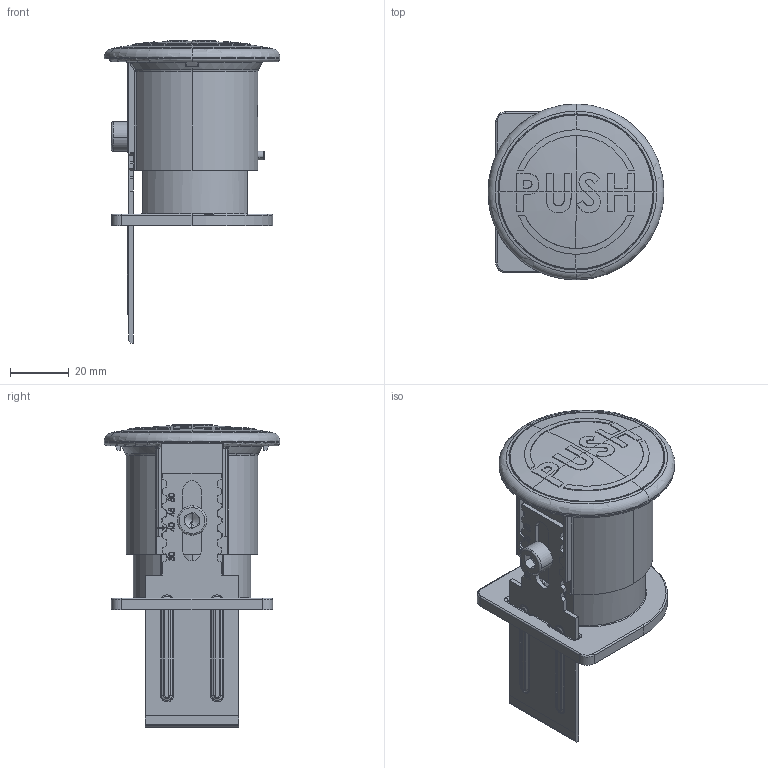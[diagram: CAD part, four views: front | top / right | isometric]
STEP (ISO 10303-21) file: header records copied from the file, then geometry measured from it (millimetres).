
FILE_DESCRIPTION (( 'STEP AP203' ), '1' );
FILE_NAME ('151156.step', '2021-06-03T16:29:12', ( '' ), ( '' ), 'SwSTEP 2.0', 'SolidWorks 2021', '' );
FILE_SCHEMA (( 'CONFIG_CONTROL_DESIGN' ));
Length unit declared in the file: millimetre
Products named in the file (1): 151156
Bounding box: 60 x 60 x 103.42 mm (x, y, z)
Volume: 48741.2 mm3; surface area: 44943.2 mm2
Topology: 6 solids, 6 shells, 1483 faces, 3740 edges, 2289 vertices
Faces by surface type: plane 418, cylinder 389, torus 294, bspline 286, cone 49, sphere 47
Entity records: 57657 total; most frequent: CARTESIAN_POINT 24132, ORIENTED_EDGE 7436, DIRECTION 6480, EDGE_CURVE 3718, AXIS2_PLACEMENT_3D 2514, VERTEX_POINT 2289, EDGE_LOOP 1547, ADVANCED_FACE 1483
